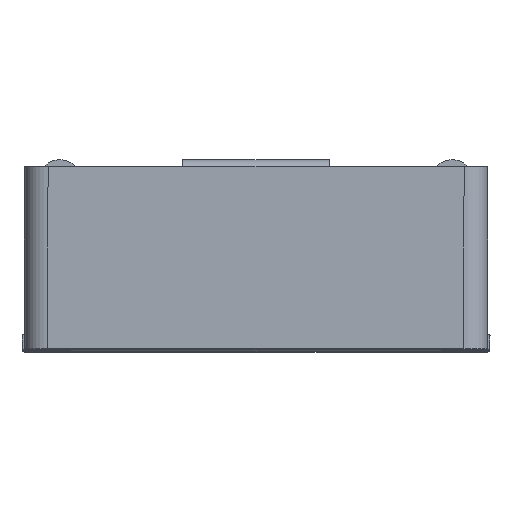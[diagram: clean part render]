
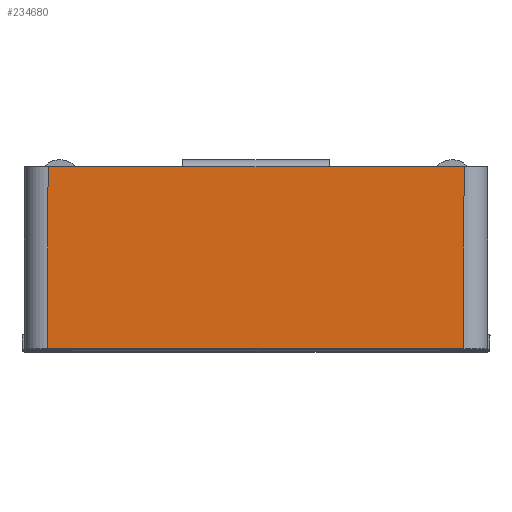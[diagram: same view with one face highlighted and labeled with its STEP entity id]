
A CAD part, top view. The second image highlights one B-rep face of the part: STEP entity #234680.
In plain terms, the highlighted planar face has unit normal (0, 0, 1).
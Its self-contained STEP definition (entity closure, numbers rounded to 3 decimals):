
#25560=CARTESIAN_POINT('',(18.304,-0.55,
26.08));
#25570=VERTEX_POINT('',#25560);
#25600=CARTESIAN_POINT('',(18.069,-0.55,
26.08));
#25610=DIRECTION('',(1.,0.,0.));
#25620=VECTOR('',#25610,1.);
#25630=LINE('',#25600,#25620);
#25640=CARTESIAN_POINT('',(18.069,-0.55,
26.08));
#25650=VERTEX_POINT('',#25640);
#25660=EDGE_CURVE('',#25650,#25570,#25630,.T.);
#25680=CARTESIAN_POINT('',(18.069,-0.55,
26.08));
#25690=DIRECTION('',(-1.,0.,0.));
#25700=VECTOR('',#25690,1.);
#25710=LINE('',#25680,#25700);
#25720=CARTESIAN_POINT('',(17.764,-0.55,
26.08));
#25730=VERTEX_POINT('',#25720);
#25740=EDGE_CURVE('',#25650,#25730,#25710,.T.);
#25760=CARTESIAN_POINT('',(17.764,-0.55,
26.08));
#25770=DIRECTION('',(-1.,0.,0.));
#25780=VECTOR('',#25770,1.);
#25790=LINE('',#25760,#25780);
#25800=CARTESIAN_POINT('',(17.084,-0.55,
26.08));
#25810=VERTEX_POINT('',#25800);
#25820=EDGE_CURVE('',#25730,#25810,#25790,.T.);
#25840=CARTESIAN_POINT('',(16.544,-0.55,
26.08));
#25850=DIRECTION('',(1.,0.,0.));
#25860=VECTOR('',#25850,1.);
#25870=LINE('',#25840,#25860);
#25880=CARTESIAN_POINT('',(16.544,-0.55,
26.08));
#25890=VERTEX_POINT('',#25880);
#25900=EDGE_CURVE('',#25890,#25810,#25870,.T.);
#233580=CARTESIAN_POINT('',(18.304,-1.32,
26.08));
#233590=VERTEX_POINT('',#233580);
#234240=CARTESIAN_POINT('',(16.544,-1.32,
26.08));
#234250=VERTEX_POINT('',#234240);
#234280=CARTESIAN_POINT('',(16.544,-1.32,
26.08));
#234290=DIRECTION('',(1.,0.,0.));
#234300=VECTOR('',#234290,1.);
#234310=LINE('',#234280,#234300);
#234320=EDGE_CURVE('',#234250,#233590,#234310,.T.);
#234440=CARTESIAN_POINT('',(18.324,-1.285,
26.08));
#234450=DIRECTION('',(0.,0.,-1.));
#234460=DIRECTION('',(-1.,0.,0.));
#234470=AXIS2_PLACEMENT_3D('',#234440,#234450,#234460);
#234480=PLANE('',#234470);
#234490=ORIENTED_EDGE('',*,*,#25660,.F.);
#234500=CARTESIAN_POINT('',(18.304,-0.55,
26.08));
#234510=DIRECTION('',(0.,-1.,0.));
#234520=VECTOR('',#234510,1.);
#234530=LINE('',#234500,#234520);
#234540=EDGE_CURVE('',#25570,#233590,#234530,.T.);
#234550=ORIENTED_EDGE('',*,*,#234540,.F.);
#234560=ORIENTED_EDGE('',*,*,#234320,.T.);
#234570=CARTESIAN_POINT('',(16.544,-1.32,
26.08));
#234580=DIRECTION('',(0.,1.,0.));
#234590=VECTOR('',#234580,1.);
#234600=LINE('',#234570,#234590);
#234610=EDGE_CURVE('',#234250,#25890,#234600,.T.);
#234620=ORIENTED_EDGE('',*,*,#234610,.F.);
#234630=ORIENTED_EDGE('',*,*,#25900,.F.);
#234640=ORIENTED_EDGE('',*,*,#25820,.T.);
#234650=ORIENTED_EDGE('',*,*,#25740,.T.);
#234660=EDGE_LOOP('',(#234650,#234640,#234630,#234620,#234560,#234550,
#234490));
#234670=FACE_OUTER_BOUND('',#234660,.T.);
#234680=ADVANCED_FACE('',(#234670),#234480,.F.);
